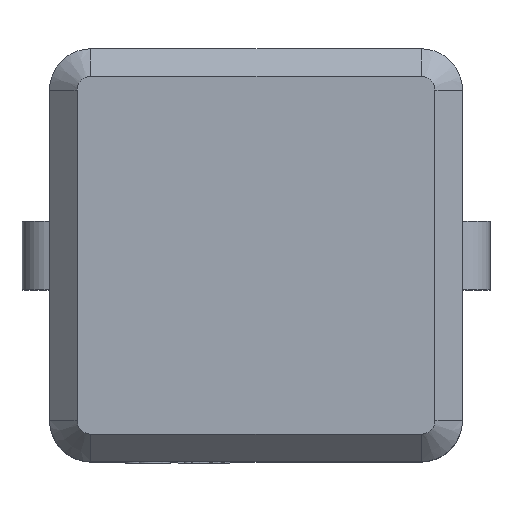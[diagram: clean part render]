
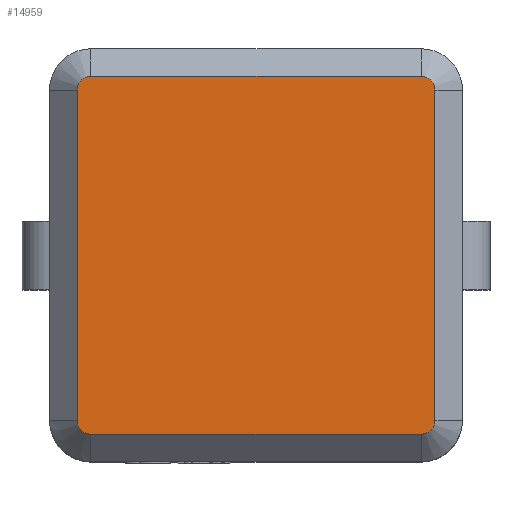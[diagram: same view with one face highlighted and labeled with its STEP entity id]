
A CAD part, top view. The second image highlights one B-rep face of the part: STEP entity #14959.
In plain terms, the highlighted planar face has unit normal (0, 0, 1).
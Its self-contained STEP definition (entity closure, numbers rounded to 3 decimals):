
#466 = CIRCLE ( 'NONE', #12064, 0.1 ) ;
#1129 = LINE ( 'NONE', #4679, #13211 ) ;
#1156 = VECTOR ( 'NONE', #7973, 1000. ) ;
#1280 = EDGE_CURVE ( 'NONE', #2639, #5595, #3374, .T. ) ;
#1410 = AXIS2_PLACEMENT_3D ( 'NONE', #8131, #1965, #3101 ) ;
#1738 = CARTESIAN_POINT ( 'NONE',  ( -1.2, 1.3, 1.9 ) ) ;
#1965 = DIRECTION ( 'NONE',  ( 0., 0., 1. ) ) ;
#1973 = CARTESIAN_POINT ( 'NONE',  ( 1.3, -1.2, 1.9 ) ) ;
#1995 = VECTOR ( 'NONE', #11488, 1000. ) ;
#2032 = EDGE_CURVE ( 'NONE', #2528, #6867, #4579, .T. ) ;
#2238 = CARTESIAN_POINT ( 'NONE',  ( 0., 1.3, 1.9 ) ) ;
#2404 = EDGE_CURVE ( 'NONE', #6867, #5379, #1129, .T. ) ;
#2528 = VERTEX_POINT ( 'NONE', #10851 ) ;
#2639 = VERTEX_POINT ( 'NONE', #14961 ) ;
#3101 = DIRECTION ( 'NONE',  ( -1., 0., 0. ) ) ;
#3171 = DIRECTION ( 'NONE',  ( 0., 0., 1. ) ) ;
#3374 = LINE ( 'NONE', #2238, #1995 ) ;
#3415 = CARTESIAN_POINT ( 'NONE',  ( 1.2, -1.2, 1.9 ) ) ;
#3419 = CIRCLE ( 'NONE', #4395, 0.1 ) ;
#4395 = AXIS2_PLACEMENT_3D ( 'NONE', #5548, #3171, #9989 ) ;
#4461 = CARTESIAN_POINT ( 'NONE',  ( -1.2, -1.3, 1.9 ) ) ;
#4469 = CARTESIAN_POINT ( 'NONE',  ( -1.3, 0., 1.9 ) ) ;
#4579 = CIRCLE ( 'NONE', #8757, 0.1 ) ;
#4679 = CARTESIAN_POINT ( 'NONE',  ( 0., -1.3, 1.9 ) ) ;
#5345 = VERTEX_POINT ( 'NONE', #10091 ) ;
#5377 = ORIENTED_EDGE ( 'NONE', *, *, #2404, .T. ) ;
#5379 = VERTEX_POINT ( 'NONE', #11085 ) ;
#5548 = CARTESIAN_POINT ( 'NONE',  ( -1.2, 1.2, 1.9 ) ) ;
#5595 = VERTEX_POINT ( 'NONE', #1738 ) ;
#5933 = CARTESIAN_POINT ( 'NONE',  ( 0., 0., 1.9 ) ) ;
#6361 = CARTESIAN_POINT ( 'NONE',  ( -1.2, -1.2, 1.9 ) ) ;
#6466 = EDGE_CURVE ( 'NONE', #9457, #2639, #8837, .T. ) ;
#6589 = DIRECTION ( 'NONE',  ( 0., 0., 1. ) ) ;
#6649 = CARTESIAN_POINT ( 'NONE',  ( 1.3, 0., 1.9 ) ) ;
#6740 = DIRECTION ( 'NONE',  ( 0., 0., 1. ) ) ;
#6867 = VERTEX_POINT ( 'NONE', #4461 ) ;
#6948 = ORIENTED_EDGE ( 'NONE', *, *, #1280, .T. ) ;
#7124 = EDGE_CURVE ( 'NONE', #5379, #8484, #466, .T. ) ;
#7356 = CARTESIAN_POINT ( 'NONE',  ( 1.3, 1.2, 1.9 ) ) ;
#7973 = DIRECTION ( 'NONE',  ( 0., 1., 0. ) ) ;
#8131 = CARTESIAN_POINT ( 'NONE',  ( 1.2, 1.2, 1.9 ) ) ;
#8162 = DIRECTION ( 'NONE',  ( 1., 0., 0. ) ) ;
#8484 = VERTEX_POINT ( 'NONE', #1973 ) ;
#8658 = ORIENTED_EDGE ( 'NONE', *, *, #9715, .T. ) ;
#8716 = ORIENTED_EDGE ( 'NONE', *, *, #14600, .T. ) ;
#8757 = AXIS2_PLACEMENT_3D ( 'NONE', #6361, #6589, #13737 ) ;
#8837 = CIRCLE ( 'NONE', #1410, 0.1 ) ;
#9110 = ORIENTED_EDGE ( 'NONE', *, *, #7124, .T. ) ;
#9457 = VERTEX_POINT ( 'NONE', #7356 ) ;
#9495 = DIRECTION ( 'NONE',  ( -1., 0., 0. ) ) ;
#9715 = EDGE_CURVE ( 'NONE', #8484, #9457, #13710, .T. ) ;
#9955 = EDGE_LOOP ( 'NONE', ( #8658, #13581, #6948, #10452, #8716, #12917, #5377, #9110 ) ) ;
#9989 = DIRECTION ( 'NONE',  ( -1., 0., 0. ) ) ;
#10091 = CARTESIAN_POINT ( 'NONE',  ( -1.3, 1.2, 1.9 ) ) ;
#10147 = FACE_OUTER_BOUND ( 'NONE', #9955, .T. ) ;
#10452 = ORIENTED_EDGE ( 'NONE', *, *, #14262, .T. ) ;
#10851 = CARTESIAN_POINT ( 'NONE',  ( -1.3, -1.2, 1.9 ) ) ;
#11085 = CARTESIAN_POINT ( 'NONE',  ( 1.2, -1.3, 1.9 ) ) ;
#11488 = DIRECTION ( 'NONE',  ( -1., 0., 0. ) ) ;
#11577 = LINE ( 'NONE', #4469, #12824 ) ;
#12064 = AXIS2_PLACEMENT_3D ( 'NONE', #3415, #6740, #14947 ) ;
#12748 = DIRECTION ( 'NONE',  ( 0., -1., 0. ) ) ;
#12824 = VECTOR ( 'NONE', #12748, 1000. ) ;
#12917 = ORIENTED_EDGE ( 'NONE', *, *, #2032, .T. ) ;
#13211 = VECTOR ( 'NONE', #8162, 1000. ) ;
#13343 = AXIS2_PLACEMENT_3D ( 'NONE', #5933, #14012, #9495 ) ;
#13581 = ORIENTED_EDGE ( 'NONE', *, *, #6466, .T. ) ;
#13710 = LINE ( 'NONE', #6649, #1156 ) ;
#13737 = DIRECTION ( 'NONE',  ( -1., 0., 0. ) ) ;
#14012 = DIRECTION ( 'NONE',  ( 0., 0., -1. ) ) ;
#14262 = EDGE_CURVE ( 'NONE', #5595, #5345, #3419, .T. ) ;
#14600 = EDGE_CURVE ( 'NONE', #5345, #2528, #11577, .T. ) ;
#14702 = PLANE ( 'NONE',  #13343 ) ;
#14947 = DIRECTION ( 'NONE',  ( -1., 0., 0. ) ) ;
#14959 = ADVANCED_FACE ( 'NONE', ( #10147 ), #14702, .F. ) ;
#14961 = CARTESIAN_POINT ( 'NONE',  ( 1.2, 1.3, 1.9 ) ) ;
